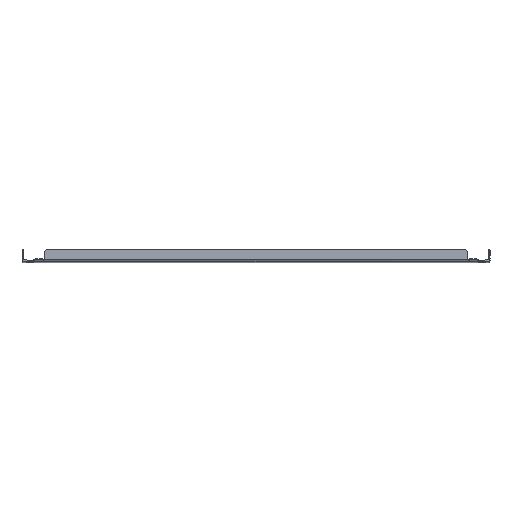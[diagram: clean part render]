
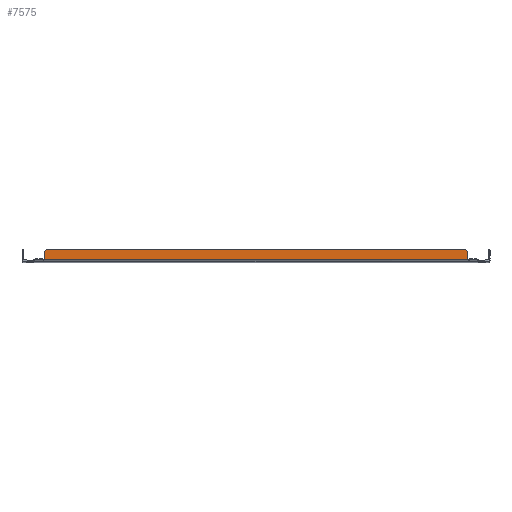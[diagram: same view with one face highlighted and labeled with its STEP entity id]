
A CAD part, top view. The second image highlights one B-rep face of the part: STEP entity #7575.
In plain terms, the highlighted planar face has unit normal (0, 0, 1).
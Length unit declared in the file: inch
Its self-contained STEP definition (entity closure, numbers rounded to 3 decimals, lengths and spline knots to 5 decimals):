
#46 = LINE ( 'NONE', #2452, #4036 ) ;
#68 = FACE_OUTER_BOUND ( 'NONE', #6503, .T. ) ;
#98 = LINE ( 'NONE', #4915, #4635 ) ;
#131 = DIRECTION ( 'NONE',  ( 0.707, -0.707, 0. ) ) ;
#429 = AXIS2_PLACEMENT_3D ( 'NONE', #7199, #2483, #4836 ) ;
#431 = DIRECTION ( 'NONE',  ( 0., 1., 0. ) ) ;
#505 = DIRECTION ( 'NONE',  ( 1., 0., 0. ) ) ;
#661 = VERTEX_POINT ( 'NONE', #6130 ) ;
#715 = DIRECTION ( 'NONE',  ( 0., 1., 0. ) ) ;
#789 = EDGE_CURVE ( 'NONE', #2465, #957, #2721, .T. ) ;
#852 = LINE ( 'NONE', #2679, #2989 ) ;
#894 = VECTOR ( 'NONE', #7613, 39.37008 ) ;
#946 = VERTEX_POINT ( 'NONE', #5882 ) ;
#954 = CARTESIAN_POINT ( 'NONE',  ( -12.803, 0.171, 23.085 ) ) ;
#957 = VERTEX_POINT ( 'NONE', #2349 ) ;
#1011 = VERTEX_POINT ( 'NONE', #5958 ) ;
#1040 = EDGE_CURVE ( 'NONE', #946, #3371, #46, .T. ) ;
#1196 = VECTOR ( 'NONE', #505, 39.37008 ) ;
#1247 = ORIENTED_EDGE ( 'NONE', *, *, #6810, .F. ) ;
#1292 = DIRECTION ( 'NONE',  ( -1., 0., 0. ) ) ;
#1432 = ORIENTED_EDGE ( 'NONE', *, *, #5148, .F. ) ;
#1490 = AXIS2_PLACEMENT_3D ( 'NONE', #954, #5056, #431 ) ;
#1784 = ORIENTED_EDGE ( 'NONE', *, *, #3956, .F. ) ;
#2193 = DIRECTION ( 'NONE',  ( 0.707, 0.707, 0. ) ) ;
#2349 = CARTESIAN_POINT ( 'NONE',  ( -12.74656, 0.143, 23.085 ) ) ;
#2406 = EDGE_CURVE ( 'NONE', #7018, #661, #5456, .T. ) ;
#2443 = CARTESIAN_POINT ( 'NONE',  ( -14.664, 0.75, 23.085 ) ) ;
#2452 = CARTESIAN_POINT ( 'NONE',  ( 12.615, 0.75, 23.085 ) ) ;
#2465 = VERTEX_POINT ( 'NONE', #3034 ) ;
#2483 = DIRECTION ( 'NONE',  ( 0., 0., -1. ) ) ;
#2616 = ORIENTED_EDGE ( 'NONE', *, *, #789, .T. ) ;
#2620 = DIRECTION ( 'NONE',  ( 0., 1., 0. ) ) ;
#2663 = LINE ( 'NONE', #7564, #1196 ) ;
#2679 = CARTESIAN_POINT ( 'NONE',  ( -12.74, 0.625, 23.085 ) ) ;
#2721 = CIRCLE ( 'NONE', #1490, 0.063 ) ;
#2989 = VECTOR ( 'NONE', #2193, 39.37008 ) ;
#3034 = CARTESIAN_POINT ( 'NONE',  ( -12.74, 0.171, 23.085 ) ) ;
#3126 = CARTESIAN_POINT ( 'NONE',  ( 13.37525, 0.143, 23.085 ) ) ;
#3217 = LINE ( 'NONE', #5262, #894 ) ;
#3371 = VERTEX_POINT ( 'NONE', #4043 ) ;
#3482 = PLANE ( 'NONE',  #3928 ) ;
#3488 = CARTESIAN_POINT ( 'NONE',  ( -12.615, 0.75, 23.085 ) ) ;
#3775 = ORIENTED_EDGE ( 'NONE', *, *, #2406, .T. ) ;
#3928 = AXIS2_PLACEMENT_3D ( 'NONE', #2443, #4159, #715 ) ;
#3956 = EDGE_CURVE ( 'NONE', #3371, #661, #3217, .T. ) ;
#4036 = VECTOR ( 'NONE', #131, 39.37008 ) ;
#4043 = CARTESIAN_POINT ( 'NONE',  ( 12.74, 0.625, 23.085 ) ) ;
#4159 = DIRECTION ( 'NONE',  ( 0., 0., -1. ) ) ;
#4196 = ORIENTED_EDGE ( 'NONE', *, *, #5962, .F. ) ;
#4268 = ORIENTED_EDGE ( 'NONE', *, *, #1040, .F. ) ;
#4635 = VECTOR ( 'NONE', #2620, 39.37008 ) ;
#4836 = DIRECTION ( 'NONE',  ( 0., 1., 0. ) ) ;
#4915 = CARTESIAN_POINT ( 'NONE',  ( -12.74, 0.75, 23.085 ) ) ;
#5056 = DIRECTION ( 'NONE',  ( 0., 0., -1. ) ) ;
#5102 = EDGE_CURVE ( 'NONE', #7018, #957, #7410, .T. ) ;
#5148 = EDGE_CURVE ( 'NONE', #1011, #5918, #852, .T. ) ;
#5262 = CARTESIAN_POINT ( 'NONE',  ( 12.74, 0.75, 23.085 ) ) ;
#5456 = CIRCLE ( 'NONE', #429, 0.063 ) ;
#5832 = CARTESIAN_POINT ( 'NONE',  ( 12.74656, 0.143, 23.085 ) ) ;
#5882 = CARTESIAN_POINT ( 'NONE',  ( 12.615, 0.75, 23.085 ) ) ;
#5918 = VERTEX_POINT ( 'NONE', #3488 ) ;
#5958 = CARTESIAN_POINT ( 'NONE',  ( -12.74, 0.625, 23.085 ) ) ;
#5962 = EDGE_CURVE ( 'NONE', #5918, #946, #2663, .T. ) ;
#6011 = VECTOR ( 'NONE', #1292, 39.37008 ) ;
#6130 = CARTESIAN_POINT ( 'NONE',  ( 12.74, 0.171, 23.085 ) ) ;
#6493 = ORIENTED_EDGE ( 'NONE', *, *, #5102, .F. ) ;
#6503 = EDGE_LOOP ( 'NONE', ( #6493, #3775, #1784, #4268, #4196, #1432, #1247, #2616 ) ) ;
#6810 = EDGE_CURVE ( 'NONE', #2465, #1011, #98, .T. ) ;
#7018 = VERTEX_POINT ( 'NONE', #5832 ) ;
#7199 = CARTESIAN_POINT ( 'NONE',  ( 12.803, 0.171, 23.085 ) ) ;
#7410 = LINE ( 'NONE', #3126, #6011 ) ;
#7564 = CARTESIAN_POINT ( 'NONE',  ( -14.664, 0.75, 23.085 ) ) ;
#7575 = ADVANCED_FACE ( 'NONE', ( #68 ), #3482, .F. ) ;
#7613 = DIRECTION ( 'NONE',  ( 0., -1., 0. ) ) ;
